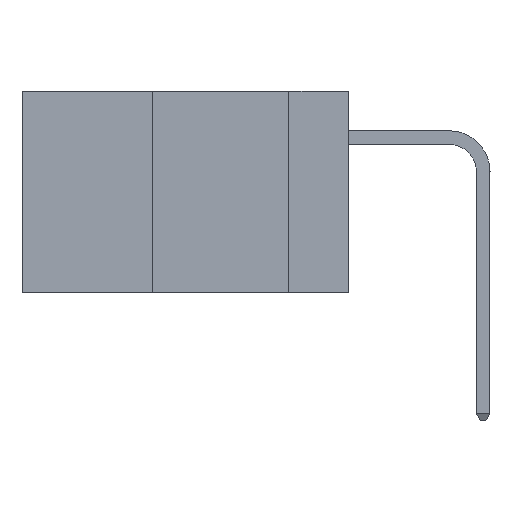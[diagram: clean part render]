
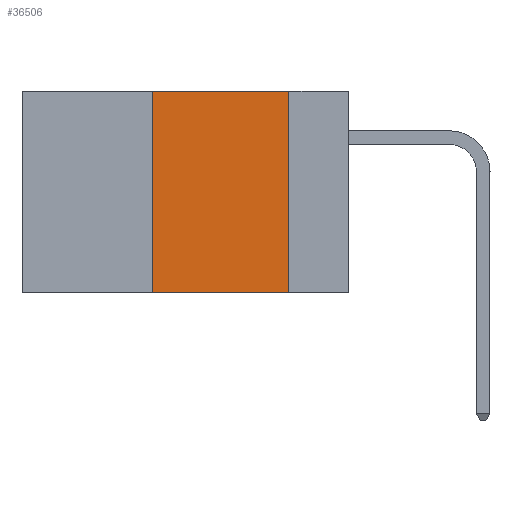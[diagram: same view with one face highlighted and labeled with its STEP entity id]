
A CAD part, left-side view. The second image highlights one B-rep face of the part: STEP entity #36506.
In plain terms, the highlighted planar face has unit normal (-1, 0, 0).
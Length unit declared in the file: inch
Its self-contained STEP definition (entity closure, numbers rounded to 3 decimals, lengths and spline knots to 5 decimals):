
#4040 = EDGE_LOOP ( 'NONE', ( #10206, #28675, #32068, #18070 ) ) ;
#5884 = CARTESIAN_POINT ( 'NONE',  ( 0., 0.6, 0. ) ) ;
#6354 = VERTEX_POINT ( 'NONE', #7457 ) ;
#7169 = LINE ( 'NONE', #11248, #13648 ) ;
#7457 = CARTESIAN_POINT ( 'NONE',  ( 0., 0.36, 0. ) ) ;
#9045 = AXIS2_PLACEMENT_3D ( 'NONE', #5884, #32344, #39972 ) ;
#10206 = ORIENTED_EDGE ( 'NONE', *, *, #29119, .F. ) ;
#11248 = CARTESIAN_POINT ( 'NONE',  ( 0., 0.11, 0. ) ) ;
#13648 = VECTOR ( 'NONE', #18340, 39.37008 ) ;
#16281 = EDGE_CURVE ( 'NONE', #27055, #47623, #20369, .T. ) ;
#18070 = ORIENTED_EDGE ( 'NONE', *, *, #16281, .T. ) ;
#18340 = DIRECTION ( 'NONE',  ( 0., 0., -1. ) ) ;
#19156 = VECTOR ( 'NONE', #46988, 39.37008 ) ;
#20076 = VERTEX_POINT ( 'NONE', #48786 ) ;
#20369 = LINE ( 'NONE', #42708, #19156 ) ;
#23810 = VECTOR ( 'NONE', #25704, 39.37008 ) ;
#24693 = PLANE ( 'NONE',  #9045 ) ;
#25704 = DIRECTION ( 'NONE',  ( 0., -1., 0. ) ) ;
#26979 = EDGE_CURVE ( 'NONE', #6354, #20076, #45176, .T. ) ;
#27055 = VERTEX_POINT ( 'NONE', #30786 ) ;
#28675 = ORIENTED_EDGE ( 'NONE', *, *, #26979, .F. ) ;
#29119 = EDGE_CURVE ( 'NONE', #20076, #47623, #7169, .T. ) ;
#30786 = CARTESIAN_POINT ( 'NONE',  ( 0., 0.36, -0.37 ) ) ;
#32068 = ORIENTED_EDGE ( 'NONE', *, *, #32693, .F. ) ;
#32344 = DIRECTION ( 'NONE',  ( 1., 0., 0. ) ) ;
#32693 = EDGE_CURVE ( 'NONE', #27055, #6354, #46640, .T. ) ;
#34035 = FACE_OUTER_BOUND ( 'NONE', #4040, .T. ) ;
#36506 = ADVANCED_FACE ( 'NONE', ( #34035 ), #24693, .F. ) ;
#36742 = CARTESIAN_POINT ( 'NONE',  ( 0., 0.11, -0.37 ) ) ;
#39528 = VECTOR ( 'NONE', #44945, 39.37008 ) ;
#39972 = DIRECTION ( 'NONE',  ( 0., 0., -1. ) ) ;
#40819 = CARTESIAN_POINT ( 'NONE',  ( 0., 0.6, 0. ) ) ;
#42708 = CARTESIAN_POINT ( 'NONE',  ( 0., 0.6, -0.37 ) ) ;
#44945 = DIRECTION ( 'NONE',  ( 0., 0., 1. ) ) ;
#45176 = LINE ( 'NONE', #40819, #23810 ) ;
#45438 = CARTESIAN_POINT ( 'NONE',  ( 0., 0.36, 0. ) ) ;
#46640 = LINE ( 'NONE', #45438, #39528 ) ;
#46988 = DIRECTION ( 'NONE',  ( 0., -1., 0. ) ) ;
#47623 = VERTEX_POINT ( 'NONE', #36742 ) ;
#48786 = CARTESIAN_POINT ( 'NONE',  ( 0., 0.11, 0. ) ) ;
